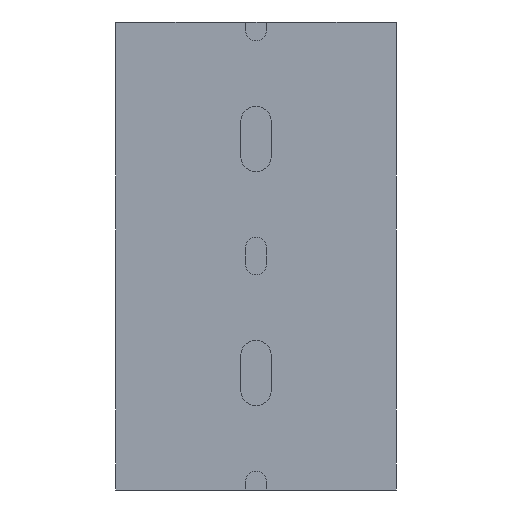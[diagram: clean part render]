
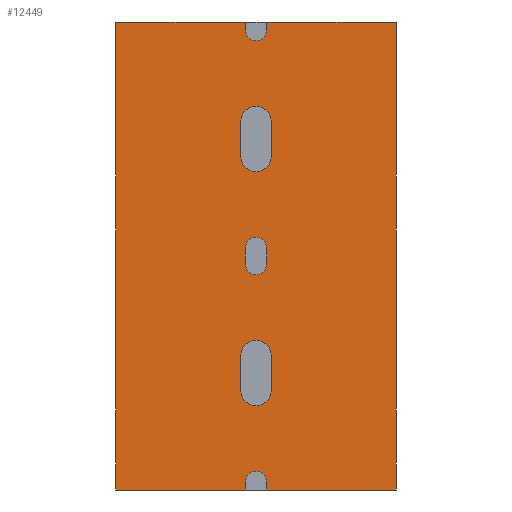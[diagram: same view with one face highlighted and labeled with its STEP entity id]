
A CAD part, front view. The second image highlights one B-rep face of the part: STEP entity #12449.
In plain terms, the highlighted planar face has unit normal (0, -1, 0).
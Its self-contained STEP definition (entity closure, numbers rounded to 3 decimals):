
#27=FACE_BOUND('',#2150,.T.);
#28=FACE_BOUND('',#2151,.T.);
#29=FACE_BOUND('',#2152,.T.);
#635=CIRCLE('',#13644,3.25);
#637=CIRCLE('',#13648,3.25);
#639=CIRCLE('',#13653,2.25);
#640=CIRCLE('',#13657,2.25);
#641=CIRCLE('',#13658,3.25);
#642=CIRCLE('',#13659,3.25);
#643=CIRCLE('',#13660,2.25);
#644=CIRCLE('',#13661,2.25);
#1521=FACE_OUTER_BOUND('',#2149,.T.);
#2149=EDGE_LOOP('',(#10923,#10924,#10925,#10926,#10927,#10928,#10929,#10930,
#10931,#10932,#10933,#10934));
#2150=EDGE_LOOP('',(#10935,#10936,#10937,#10938));
#2151=EDGE_LOOP('',(#10939,#10940,#10941,#10942));
#2152=EDGE_LOOP('',(#10943,#10944,#10945,#10946));
#3033=LINE('',#20623,#4261);
#3061=LINE('',#20685,#4289);
#3314=LINE('',#21423,#4542);
#3318=LINE('',#21433,#4546);
#3319=LINE('',#21436,#4547);
#3325=LINE('',#21451,#4553);
#3328=LINE('',#21459,#4556);
#3330=LINE('',#21463,#4558);
#3331=LINE('',#21465,#4559);
#3332=LINE('',#21469,#4560);
#3333=LINE('',#21471,#4561);
#3334=LINE('',#21473,#4562);
#3335=LINE('',#21474,#4563);
#3336=LINE('',#21479,#4564);
#3337=LINE('',#21482,#4565);
#3338=LINE('',#21486,#4566);
#4261=VECTOR('',#16210,10.);
#4289=VECTOR('',#16254,10.);
#4542=VECTOR('',#17017,10.);
#4546=VECTOR('',#17029,10.);
#4547=VECTOR('',#17032,10.);
#4553=VECTOR('',#17046,10.);
#4556=VECTOR('',#17051,10.);
#4558=VECTOR('',#17055,10.);
#4559=VECTOR('',#17056,10.);
#4560=VECTOR('',#17059,10.);
#4561=VECTOR('',#17060,10.);
#4562=VECTOR('',#17061,10.);
#4563=VECTOR('',#17062,10.);
#4564=VECTOR('',#17065,10.);
#4565=VECTOR('',#17068,10.);
#4566=VECTOR('',#17071,10.);
#5654=VERTEX_POINT('',#20620);
#5655=VERTEX_POINT('',#20622);
#5681=VERTEX_POINT('',#20683);
#5818=VERTEX_POINT('',#21414);
#5819=VERTEX_POINT('',#21416);
#5821=VERTEX_POINT('',#21422);
#5823=VERTEX_POINT('',#21428);
#5824=VERTEX_POINT('',#21435);
#5827=VERTEX_POINT('',#21443);
#5829=VERTEX_POINT('',#21448);
#5832=VERTEX_POINT('',#21456);
#5833=VERTEX_POINT('',#21458);
#5834=VERTEX_POINT('',#21462);
#5835=VERTEX_POINT('',#21464);
#5836=VERTEX_POINT('',#21466);
#5837=VERTEX_POINT('',#21468);
#5838=VERTEX_POINT('',#21470);
#5839=VERTEX_POINT('',#21472);
#5840=VERTEX_POINT('',#21475);
#5841=VERTEX_POINT('',#21476);
#5842=VERTEX_POINT('',#21478);
#5843=VERTEX_POINT('',#21480);
#5844=VERTEX_POINT('',#21483);
#5845=VERTEX_POINT('',#21485);
#7257=EDGE_CURVE('',#5655,#5654,#3033,.T.);
#7292=EDGE_CURVE('',#5654,#5681,#3061,.T.);
#7618=EDGE_CURVE('',#5819,#5818,#635,.T.);
#7621=EDGE_CURVE('',#5821,#5819,#3314,.T.);
#7624=EDGE_CURVE('',#5823,#5821,#637,.T.);
#7627=EDGE_CURVE('',#5818,#5823,#3318,.T.);
#7628=EDGE_CURVE('',#5824,#5655,#3319,.T.);
#7632=EDGE_CURVE('',#5827,#5824,#639,.T.);
#7636=EDGE_CURVE('',#5829,#5827,#3325,.T.);
#7639=EDGE_CURVE('',#5833,#5832,#3328,.T.);
#7641=EDGE_CURVE('',#5834,#5681,#3330,.T.);
#7642=EDGE_CURVE('',#5834,#5835,#3331,.T.);
#7643=EDGE_CURVE('',#5835,#5836,#640,.T.);
#7644=EDGE_CURVE('',#5836,#5837,#3332,.T.);
#7645=EDGE_CURVE('',#5838,#5837,#3333,.T.);
#7646=EDGE_CURVE('',#5839,#5838,#3334,.T.);
#7647=EDGE_CURVE('',#5839,#5829,#3335,.T.);
#7648=EDGE_CURVE('',#5840,#5841,#641,.T.);
#7649=EDGE_CURVE('',#5841,#5842,#3336,.T.);
#7650=EDGE_CURVE('',#5842,#5843,#642,.T.);
#7651=EDGE_CURVE('',#5843,#5840,#3337,.T.);
#7652=EDGE_CURVE('',#5832,#5844,#643,.T.);
#7653=EDGE_CURVE('',#5844,#5845,#3338,.T.);
#7654=EDGE_CURVE('',#5845,#5833,#644,.T.);
#10923=ORIENTED_EDGE('',*,*,#7636,.T.);
#10924=ORIENTED_EDGE('',*,*,#7632,.T.);
#10925=ORIENTED_EDGE('',*,*,#7628,.T.);
#10926=ORIENTED_EDGE('',*,*,#7257,.T.);
#10927=ORIENTED_EDGE('',*,*,#7292,.T.);
#10928=ORIENTED_EDGE('',*,*,#7641,.F.);
#10929=ORIENTED_EDGE('',*,*,#7642,.T.);
#10930=ORIENTED_EDGE('',*,*,#7643,.T.);
#10931=ORIENTED_EDGE('',*,*,#7644,.T.);
#10932=ORIENTED_EDGE('',*,*,#7645,.F.);
#10933=ORIENTED_EDGE('',*,*,#7646,.F.);
#10934=ORIENTED_EDGE('',*,*,#7647,.T.);
#10935=ORIENTED_EDGE('',*,*,#7648,.T.);
#10936=ORIENTED_EDGE('',*,*,#7649,.T.);
#10937=ORIENTED_EDGE('',*,*,#7650,.T.);
#10938=ORIENTED_EDGE('',*,*,#7651,.T.);
#10939=ORIENTED_EDGE('',*,*,#7652,.T.);
#10940=ORIENTED_EDGE('',*,*,#7653,.T.);
#10941=ORIENTED_EDGE('',*,*,#7654,.T.);
#10942=ORIENTED_EDGE('',*,*,#7639,.T.);
#10943=ORIENTED_EDGE('',*,*,#7618,.T.);
#10944=ORIENTED_EDGE('',*,*,#7627,.T.);
#10945=ORIENTED_EDGE('',*,*,#7624,.T.);
#10946=ORIENTED_EDGE('',*,*,#7621,.T.);
#11846=PLANE('',#13656);
#12449=ADVANCED_FACE('',(#1521,#27,#28,#29),#11846,.T.);
#13644=AXIS2_PLACEMENT_3D('',#21417,#17011,#17012);
#13648=AXIS2_PLACEMENT_3D('',#21429,#17023,#17024);
#13653=AXIS2_PLACEMENT_3D('',#21444,#17039,#17040);
#13656=AXIS2_PLACEMENT_3D('',#21461,#17053,#17054);
#13657=AXIS2_PLACEMENT_3D('',#21467,#17057,#17058);
#13658=AXIS2_PLACEMENT_3D('',#21477,#17063,#17064);
#13659=AXIS2_PLACEMENT_3D('',#21481,#17066,#17067);
#13660=AXIS2_PLACEMENT_3D('',#21484,#17069,#17070);
#13661=AXIS2_PLACEMENT_3D('',#21487,#17072,#17073);
#16210=DIRECTION('',(-1.,0.,0.));
#16254=DIRECTION('',(0.,0.,-1.));
#17011=DIRECTION('center_axis',(0.,1.,0.));
#17012=DIRECTION('ref_axis',(1.,0.,0.));
#17017=DIRECTION('',(0.,0.,1.));
#17023=DIRECTION('center_axis',(0.,1.,0.));
#17024=DIRECTION('ref_axis',(-1.,0.,0.));
#17029=DIRECTION('',(0.,0.,-1.));
#17032=DIRECTION('',(0.,0.,1.));
#17039=DIRECTION('center_axis',(0.,1.,0.));
#17040=DIRECTION('ref_axis',(-1.,0.,0.));
#17046=DIRECTION('',(0.,0.,-1.));
#17051=DIRECTION('',(0.,0.,-1.));
#17053=DIRECTION('center_axis',(0.,-1.,0.));
#17054=DIRECTION('ref_axis',(0.,0.,-1.));
#17055=DIRECTION('',(-1.,0.,0.));
#17056=DIRECTION('',(0.,0.,1.));
#17057=DIRECTION('center_axis',(0.,1.,0.));
#17058=DIRECTION('ref_axis',(1.,0.,0.));
#17059=DIRECTION('',(0.,0.,-1.));
#17060=DIRECTION('',(-1.,0.,0.));
#17061=DIRECTION('',(0.,0.,-1.));
#17062=DIRECTION('',(-1.,0.,0.));
#17063=DIRECTION('center_axis',(0.,1.,0.));
#17064=DIRECTION('ref_axis',(-1.,0.,0.));
#17065=DIRECTION('',(0.,0.,1.));
#17066=DIRECTION('center_axis',(0.,1.,0.));
#17067=DIRECTION('ref_axis',(1.,0.,0.));
#17068=DIRECTION('',(0.,0.,-1.));
#17069=DIRECTION('center_axis',(0.,1.,0.));
#17070=DIRECTION('ref_axis',(-1.,0.,0.));
#17071=DIRECTION('',(0.,0.,1.));
#17072=DIRECTION('center_axis',(0.,1.,0.));
#17073=DIRECTION('ref_axis',(1.,0.,0.));
#20620=CARTESIAN_POINT('',(-30.,0.,0.));
#20622=CARTESIAN_POINT('',(-2.25,0.,0.));
#20623=CARTESIAN_POINT('',(0.,0.,0.));
#20683=CARTESIAN_POINT('',(-30.,0.,-100.));
#20685=CARTESIAN_POINT('',(-30.,0.,0.));
#21414=CARTESIAN_POINT('',(3.25,0.,-21.25));
#21416=CARTESIAN_POINT('',(-3.25,0.,-21.25));
#21417=CARTESIAN_POINT('Origin',(0.,0.,
-21.25));
#21422=CARTESIAN_POINT('',(-3.25,0.,-28.75));
#21423=CARTESIAN_POINT('',(-3.25,0.,-10.625));
#21428=CARTESIAN_POINT('',(3.25,0.,-28.75));
#21429=CARTESIAN_POINT('Origin',(0.,0.,
-28.75));
#21433=CARTESIAN_POINT('',(3.25,0.,-14.375));
#21435=CARTESIAN_POINT('',(-2.25,0.,-1.75));
#21436=CARTESIAN_POINT('',(-2.25,0.,0.875));
#21443=CARTESIAN_POINT('',(2.25,0.,-1.75));
#21444=CARTESIAN_POINT('Origin',(0.,0.,
-1.75));
#21448=CARTESIAN_POINT('',(2.25,0.,0.));
#21451=CARTESIAN_POINT('',(2.25,0.,-0.875));
#21456=CARTESIAN_POINT('',(2.25,0.,-51.75));
#21458=CARTESIAN_POINT('',(2.25,0.,-48.25));
#21459=CARTESIAN_POINT('',(2.25,0.,-25.875));
#21461=CARTESIAN_POINT('Origin',(-30.,0.,0.));
#21462=CARTESIAN_POINT('',(-2.25,0.,-100.));
#21463=CARTESIAN_POINT('',(0.,0.,-100.));
#21464=CARTESIAN_POINT('',(-2.25,0.,-98.25));
#21465=CARTESIAN_POINT('',(-2.25,0.,-49.125));
#21466=CARTESIAN_POINT('',(2.25,0.,-98.25));
#21467=CARTESIAN_POINT('Origin',(0.,0.,
-98.25));
#21468=CARTESIAN_POINT('',(2.25,0.,-100.));
#21469=CARTESIAN_POINT('',(2.25,0.,-50.875));
#21470=CARTESIAN_POINT('',(30.,0.,-100.));
#21471=CARTESIAN_POINT('',(0.,0.,-100.));
#21472=CARTESIAN_POINT('',(30.,0.,0.));
#21473=CARTESIAN_POINT('',(30.,0.,0.));
#21474=CARTESIAN_POINT('',(0.,0.,0.));
#21475=CARTESIAN_POINT('',(3.25,0.,-78.75));
#21476=CARTESIAN_POINT('',(-3.25,0.,-78.75));
#21477=CARTESIAN_POINT('Origin',(0.,0.,
-78.75));
#21478=CARTESIAN_POINT('',(-3.25,0.,-71.25));
#21479=CARTESIAN_POINT('',(-3.25,0.,-35.625));
#21480=CARTESIAN_POINT('',(3.25,0.,-71.25));
#21481=CARTESIAN_POINT('Origin',(0.,0.,
-71.25));
#21482=CARTESIAN_POINT('',(3.25,0.,-39.375));
#21483=CARTESIAN_POINT('',(-2.25,0.,-51.75));
#21484=CARTESIAN_POINT('Origin',(0.,0.,
-51.75));
#21485=CARTESIAN_POINT('',(-2.25,0.,-48.25));
#21486=CARTESIAN_POINT('',(-2.25,0.,-24.125));
#21487=CARTESIAN_POINT('Origin',(0.,0.,
-48.25));
